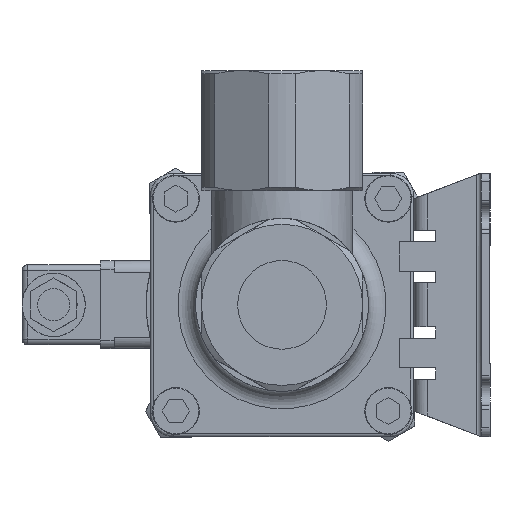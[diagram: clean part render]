
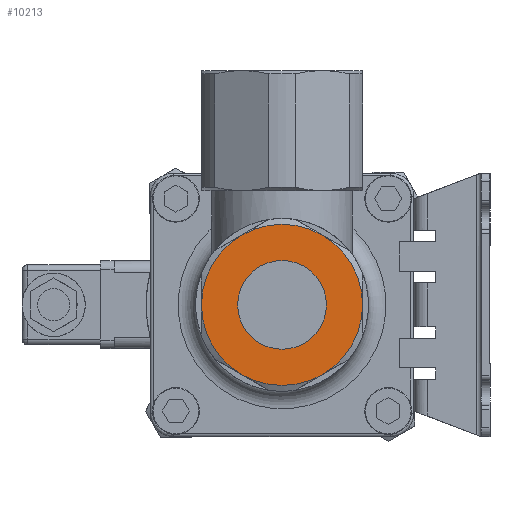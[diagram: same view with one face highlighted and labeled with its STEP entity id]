
A CAD part, front view. The second image highlights one B-rep face of the part: STEP entity #10213.
In plain terms, the highlighted planar face has unit normal (0, -1, 0).
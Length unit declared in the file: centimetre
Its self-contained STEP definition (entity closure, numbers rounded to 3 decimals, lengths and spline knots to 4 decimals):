
#2305=PLANE('',#10976);
#2582=FACE_BOUND('',#3499,.T.);
#2875=FACE_OUTER_BOUND('',#3498,.T.);
#3498=EDGE_LOOP('',(#7883,#7884,#7885,#7886,#7887,#7888));
#3499=EDGE_LOOP('',(#7889));
#4062=CIRCLE('',#10870,1.5145);
#4063=CIRCLE('',#10872,2.75);
#4111=CIRCLE('',#10967,2.75);
#4112=CIRCLE('',#10969,2.75);
#4113=CIRCLE('',#10971,2.75);
#4114=CIRCLE('',#10973,2.75);
#4115=CIRCLE('',#10975,2.75);
#4670=VERTEX_POINT('',#15580);
#4671=VERTEX_POINT('',#15583);
#4672=VERTEX_POINT('',#15584);
#4737=VERTEX_POINT('',#15881);
#4738=VERTEX_POINT('',#15890);
#4739=VERTEX_POINT('',#15899);
#4740=VERTEX_POINT('',#15908);
#5778=EDGE_CURVE('',#4670,#4670,#4062,.T.);
#5779=EDGE_CURVE('',#4671,#4672,#4063,.T.);
#5908=EDGE_CURVE('',#4672,#4737,#4111,.T.);
#5909=EDGE_CURVE('',#4740,#4671,#4112,.T.);
#5910=EDGE_CURVE('',#4739,#4740,#4113,.T.);
#5911=EDGE_CURVE('',#4738,#4739,#4114,.T.);
#5912=EDGE_CURVE('',#4737,#4738,#4115,.T.);
#7883=ORIENTED_EDGE('',*,*,#5911,.T.);
#7884=ORIENTED_EDGE('',*,*,#5910,.T.);
#7885=ORIENTED_EDGE('',*,*,#5909,.T.);
#7886=ORIENTED_EDGE('',*,*,#5779,.T.);
#7887=ORIENTED_EDGE('',*,*,#5908,.T.);
#7888=ORIENTED_EDGE('',*,*,#5912,.T.);
#7889=ORIENTED_EDGE('',*,*,#5778,.F.);
#10213=ADVANCED_FACE('',(#2875,#2582),#2305,.T.);
#10870=AXIS2_PLACEMENT_3D('',#15581,#12425,#12426);
#10872=AXIS2_PLACEMENT_3D('',#15585,#12429,#12430);
#10967=AXIS2_PLACEMENT_3D('',#15976,#12664,#12665);
#10969=AXIS2_PLACEMENT_3D('',#15978,#12668,#12669);
#10971=AXIS2_PLACEMENT_3D('',#15980,#12672,#12673);
#10973=AXIS2_PLACEMENT_3D('',#15982,#12676,#12677);
#10975=AXIS2_PLACEMENT_3D('',#15984,#12680,#12681);
#10976=AXIS2_PLACEMENT_3D('',#15985,#12682,#12683);
#12425=DIRECTION('center_axis',(0.,-1.,0.));
#12426=DIRECTION('ref_axis',(0.,0.,1.));
#12429=DIRECTION('center_axis',(0.,-1.,0.));
#12430=DIRECTION('ref_axis',(0.,0.,1.));
#12664=DIRECTION('center_axis',(0.,-1.,0.));
#12665=DIRECTION('ref_axis',(0.,0.,1.));
#12668=DIRECTION('center_axis',(0.,-1.,0.));
#12669=DIRECTION('ref_axis',(0.,0.,1.));
#12672=DIRECTION('center_axis',(0.,-1.,0.));
#12673=DIRECTION('ref_axis',(0.,0.,1.));
#12676=DIRECTION('center_axis',(0.,-1.,0.));
#12677=DIRECTION('ref_axis',(0.,0.,1.));
#12680=DIRECTION('center_axis',(0.,-1.,0.));
#12681=DIRECTION('ref_axis',(0.,0.,1.));
#12682=DIRECTION('center_axis',(0.,-1.,0.));
#12683=DIRECTION('ref_axis',(0.,0.,1.));
#15580=CARTESIAN_POINT('',(2.6135,-12.568,-0.1599));
#15581=CARTESIAN_POINT('Origin',(2.6135,-12.568,-1.6744));
#15583=CARTESIAN_POINT('',(1.2385,-12.568,-4.056));
#15584=CARTESIAN_POINT('',(3.9885,-12.568,-4.056));
#15585=CARTESIAN_POINT('Origin',(2.6135,-12.568,-1.6744));
#15881=CARTESIAN_POINT('',(5.3635,-12.568,-1.6744));
#15890=CARTESIAN_POINT('',(3.9885,-12.568,0.7072));
#15899=CARTESIAN_POINT('',(1.2385,-12.568,0.7072));
#15908=CARTESIAN_POINT('',(-0.1365,-12.568,-1.6744));
#15976=CARTESIAN_POINT('Origin',(2.6135,-12.568,-1.6744));
#15978=CARTESIAN_POINT('Origin',(2.6135,-12.568,-1.6744));
#15980=CARTESIAN_POINT('Origin',(2.6135,-12.568,-1.6744));
#15982=CARTESIAN_POINT('Origin',(2.6135,-12.568,-1.6744));
#15984=CARTESIAN_POINT('Origin',(2.6135,-12.568,-1.6744));
#15985=CARTESIAN_POINT('Origin',(2.6135,-12.568,-1.6744));
